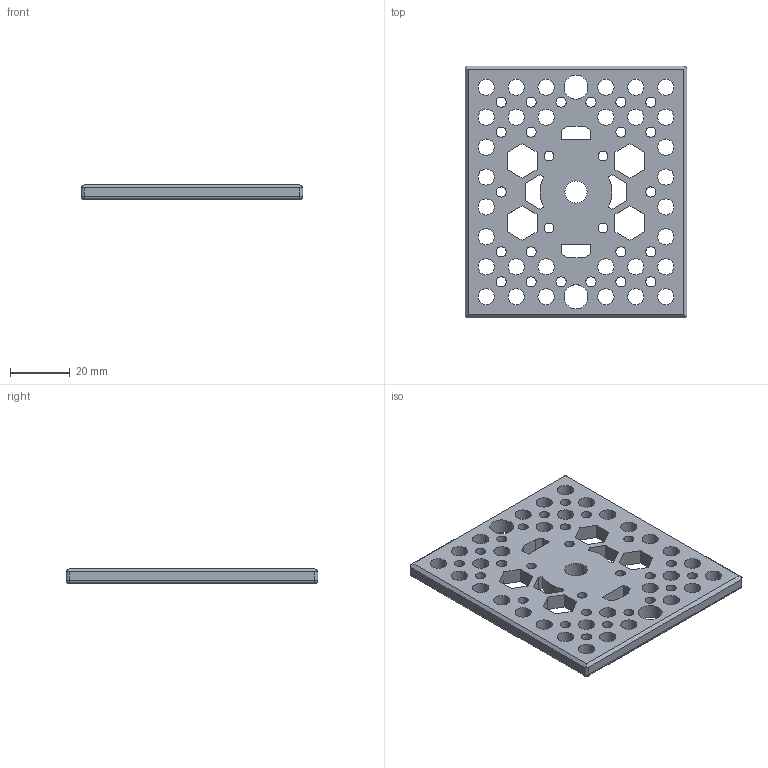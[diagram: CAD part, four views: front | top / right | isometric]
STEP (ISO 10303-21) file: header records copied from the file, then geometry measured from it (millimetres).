
FILE_DESCRIPTION(/* description */ (''),/* implementation_level */ '2;1');
FILE_NAME(/* name */ 'Mounting Plate Small.step',/* time_stamp */ '2020-06-19T15:43:20-03:00',/* author */ (''),/* organization */ (''),/* preprocessor_version */ 'ST-DEVELOPER v18.1',/* originating_system */ 'Autodesk Translation Framework v9.3.0.1241',/* authorisation */ '');
FILE_SCHEMA (('AUTOMOTIVE_DESIGN { 1 0 10303 214 3 1 1 }'));
Length unit declared in the file: millimetre
Products named in the file (1): Mounting Plate Small
Bounding box: 74 x 84 x 5 mm (x, y, z)
Volume: 22690.8 mm3; surface area: 16141.4 mm2
Topology: 1 solids, 1 shells, 131 faces, 375 edges, 246 vertices
Faces by surface type: cylinder 71, plane 56, sphere 4
Full cylindrical faces by diameter (mm): 3.2 x4, 3.4 x22, 5.4 x32, 7.4 x1, 8 x2
Entity records: 4628 total; most frequent: DIRECTION 785, CARTESIAN_POINT 753, ORIENTED_EDGE 750, EDGE_CURVE 375, AXIS2_PLACEMENT_3D 278, EDGE_LOOP 269, VERTEX_POINT 246, LINE 229
